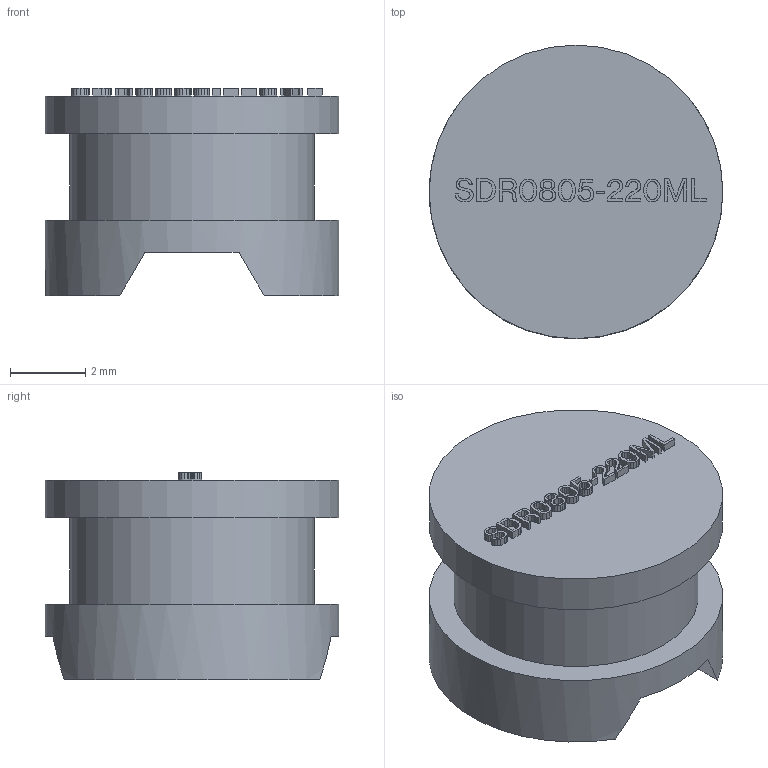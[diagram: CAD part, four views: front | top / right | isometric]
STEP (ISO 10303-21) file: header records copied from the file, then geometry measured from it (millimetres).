
FILE_DESCRIPTION(('FreeCAD Model'),'2;1');
FILE_NAME('Open CASCADE Shape Model','2026-01-26T14:09:33',('Author'),( ''),'Open CASCADE STEP processor 7.8','FreeCAD','Unknown');
FILE_SCHEMA(('AP242_MANAGED_MODEL_BASED_3D_ENGINEERING_MIM_LF. {1 0 10303 442 1 1 4 }'));
Length unit declared in the file: millimetre
Products named in the file (3): SDR0805_220ML; Body001; Extrude
Assembly tree (2 placements, depth 2):
  SDR0805_220ML
    Body001
    Extrude
Bounding box: 7.8 x 7.8 x 5.5 mm (x, y, z)
Volume: 192.2 mm3; surface area: 257.7 mm2
Topology: 14 solids, 14 shells, 416 faces, 1158 edges, 772 vertices
Faces by surface type: extrusion 312, plane 101, cylinder 3
Full cylindrical faces by diameter (mm): 6.5 x1, 7.8 x2
Entity records: 13858 total; most frequent: CARTESIAN_POINT 4221, ORIENTED_EDGE 2316, EDGE_CURVE 1158, DIRECTION 1074, B_SPLINE_CURVE_WITH_KNOTS 936, VECTOR 832, VERTEX_POINT 772, LINE 520
